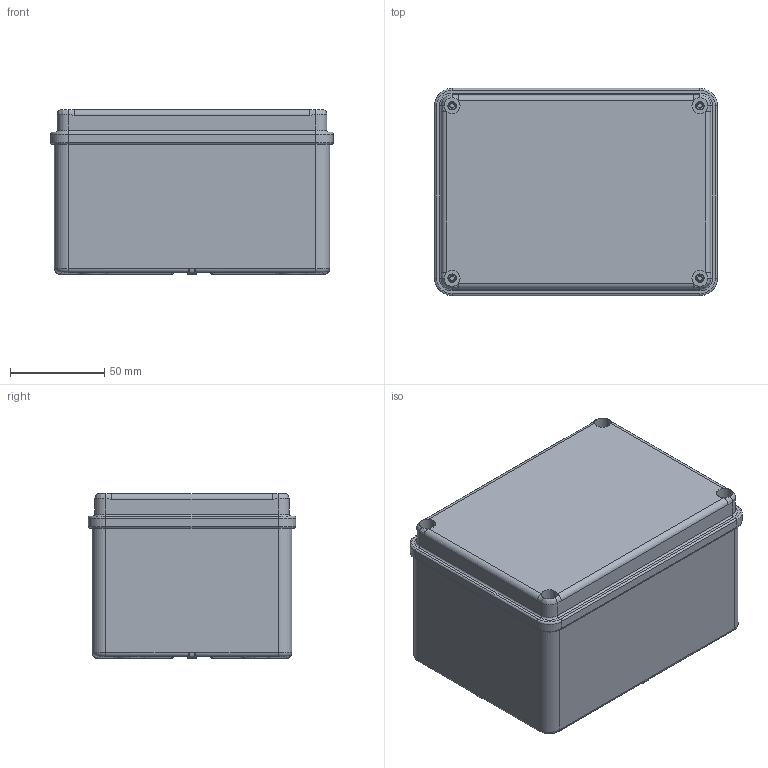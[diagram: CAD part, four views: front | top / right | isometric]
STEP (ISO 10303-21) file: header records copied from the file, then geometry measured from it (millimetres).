
FILE_DESCRIPTION (( 'STEP AP214' ), '1' );
FILE_NAME ('UKF20-150-110-085-6-6-09.STEP', '2021-12-15T08:26:28', ( '' ), ( '' ), 'SwSTEP 2.0', 'SolidWorks 2021', '' );
FILE_SCHEMA (( 'AUTOMOTIVE_DESIGN' ));
Length unit declared in the file: millimetre
Products named in the file (1): UKF20-150-110-085-6-6-09
Bounding box: 150 x 110 x 87.5 mm (x, y, z)
Volume: 152931.9 mm3; surface area: 170495.5 mm2
Topology: 2 solids, 2 shells, 1093 faces, 2643 edges, 1586 vertices
Faces by surface type: cylinder 437, plane 372, torus 166, cone 82, bspline 20, sphere 16
Entity records: 33796 total; most frequent: CARTESIAN_POINT 8301, DIRECTION 5553, ORIENTED_EDGE 5238, EDGE_CURVE 2619, AXIS2_PLACEMENT_3D 2092, VERTEX_POINT 1586, LINE 1369, VECTOR 1369
